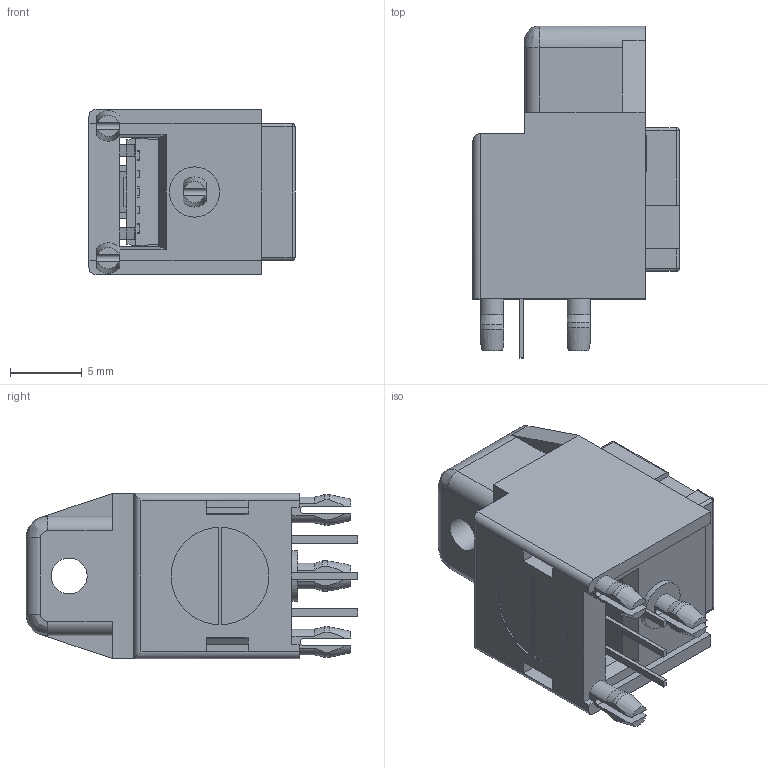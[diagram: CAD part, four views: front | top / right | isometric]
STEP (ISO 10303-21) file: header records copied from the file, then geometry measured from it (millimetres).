
FILE_DESCRIPTION(/* description */ (''),/* implementation_level */ '2;1');
FILE_NAME(/* name */ 'FCR684205T OTJ5.stp',/* time_stamp */ '2017-05-11T09:43:04+01:00',/* author */ ('tottley'),/* organization */ (''),/* preprocessor_version */ 'ST-DEVELOPER v16.1',/* originating_system */ 'Autodesk Inventor 2016',/* authorisation */ '');
FILE_SCHEMA (('AUTOMOTIVE_DESIGN { 1 0 10303 214 3 1 1 }'));
Length unit declared in the file: millimetre
Products named in the file (1): Part36
Bounding box: 14.35 x 23.1 x 11.5 mm (x, y, z)
Volume: 1645.7 mm3; surface area: 2510.5 mm2
Topology: 2 solids, 2 shells, 362 faces, 1001 edges, 642 vertices
Faces by surface type: plane 295, cylinder 44, cone 16, sphere 5, bspline 2
Full cylindrical faces by diameter (mm): 0.85 x2, 2.5 x1, 2.52 x1, 3.5 x1
Entity records: 11780 total; most frequent: CARTESIAN_POINT 2258, ORIENTED_EDGE 1982, DIRECTION 1779, EDGE_CURVE 991, LINE 845, VECTOR 845, VERTEX_POINT 640, AXIS2_PLACEMENT_3D 467
